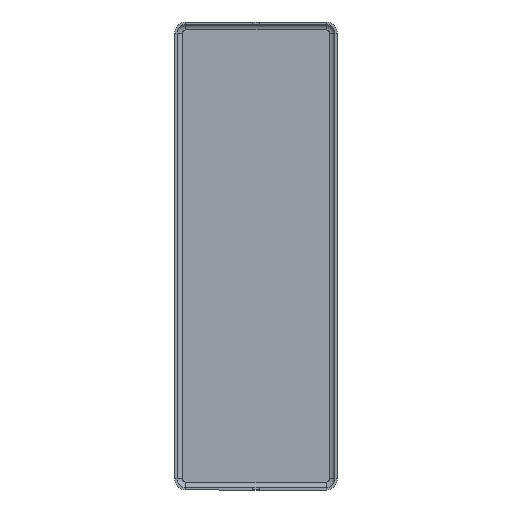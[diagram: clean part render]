
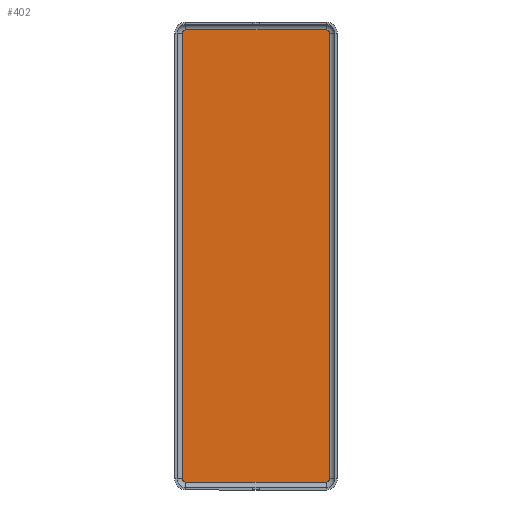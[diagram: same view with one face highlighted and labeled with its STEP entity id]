
A CAD part, front view. The second image highlights one B-rep face of the part: STEP entity #402.
In plain terms, the highlighted planar face has unit normal (0, -1, 0).
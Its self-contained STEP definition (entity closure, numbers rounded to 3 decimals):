
#12 = EDGE_CURVE ( 'NONE', #1364, #457, #666, .T. ) ;
#14 = ORIENTED_EDGE ( 'NONE', *, *, #1301, .F. ) ;
#19 = VERTEX_POINT ( 'NONE', #672 ) ;
#32 = VERTEX_POINT ( 'NONE', #1120 ) ;
#34 = ORIENTED_EDGE ( 'NONE', *, *, #206, .F. ) ;
#71 = DIRECTION ( 'NONE',  ( 0., -1., 0. ) ) ;
#90 = EDGE_CURVE ( 'NONE', #239, #884, #604, .T. ) ;
#96 = CIRCLE ( 'NONE', #211, 0.4 ) ;
#98 = VECTOR ( 'NONE', #1357, 1000. ) ;
#112 = EDGE_CURVE ( 'NONE', #19, #1004, #314, .T. ) ;
#154 = ORIENTED_EDGE ( 'NONE', *, *, #451, .F. ) ;
#203 = VECTOR ( 'NONE', #390, 1000. ) ;
#206 = EDGE_CURVE ( 'NONE', #884, #32, #1345, .T. ) ;
#210 = DIRECTION ( 'NONE',  ( 0., 0., 1. ) ) ;
#211 = AXIS2_PLACEMENT_3D ( 'NONE', #820, #594, #930 ) ;
#239 = VERTEX_POINT ( 'NONE', #760 ) ;
#255 = AXIS2_PLACEMENT_3D ( 'NONE', #1032, #369, #578 ) ;
#274 = LINE ( 'NONE', #801, #98 ) ;
#309 = CARTESIAN_POINT ( 'NONE',  ( 9.3, -0.3, -28.25 ) ) ;
#314 = CIRCLE ( 'NONE', #324, 0.4 ) ;
#324 = AXIS2_PLACEMENT_3D ( 'NONE', #480, #1257, #1366 ) ;
#369 = DIRECTION ( 'NONE',  ( 0., 1., 0. ) ) ;
#390 = DIRECTION ( 'NONE',  ( 1., 0., 0. ) ) ;
#392 = EDGE_CURVE ( 'NONE', #32, #1364, #1048, .T. ) ;
#402 = ADVANCED_FACE ( 'NONE', ( #751 ), #602, .T. ) ;
#451 = EDGE_CURVE ( 'NONE', #1004, #239, #1367, .T. ) ;
#457 = VERTEX_POINT ( 'NONE', #309 ) ;
#480 = CARTESIAN_POINT ( 'NONE',  ( -8.9, -0.3, -28.25 ) ) ;
#543 = CARTESIAN_POINT ( 'NONE',  ( 8.9, -0.3, -28.65 ) ) ;
#578 = DIRECTION ( 'NONE',  ( 0., 0., 1. ) ) ;
#594 = DIRECTION ( 'NONE',  ( 0., 1., 0. ) ) ;
#602 = PLANE ( 'NONE',  #1208 ) ;
#604 = CIRCLE ( 'NONE', #255, 0.4 ) ;
#609 = CARTESIAN_POINT ( 'NONE',  ( 8.9, -0.3, 28.25 ) ) ;
#666 = LINE ( 'NONE', #886, #1229 ) ;
#672 = CARTESIAN_POINT ( 'NONE',  ( -8.9, -0.3, -28.65 ) ) ;
#708 = DIRECTION ( 'NONE',  ( 0., 1., 0. ) ) ;
#751 = FACE_OUTER_BOUND ( 'NONE', #986, .T. ) ;
#760 = CARTESIAN_POINT ( 'NONE',  ( -9.3, -0.3, 28.25 ) ) ;
#775 = EDGE_CURVE ( 'NONE', #457, #989, #96, .T. ) ;
#801 = CARTESIAN_POINT ( 'NONE',  ( 8.9, -0.3, -28.65 ) ) ;
#820 = CARTESIAN_POINT ( 'NONE',  ( 8.9, -0.3, -28.25 ) ) ;
#847 = ORIENTED_EDGE ( 'NONE', *, *, #12, .F. ) ;
#884 = VERTEX_POINT ( 'NONE', #1073 ) ;
#886 = CARTESIAN_POINT ( 'NONE',  ( 9.3, -0.3, 28.25 ) ) ;
#905 = DIRECTION ( 'NONE',  ( 0., 0., -1. ) ) ;
#930 = DIRECTION ( 'NONE',  ( 0., 0., 1. ) ) ;
#944 = DIRECTION ( 'NONE',  ( 0., 0., -1. ) ) ;
#967 = CARTESIAN_POINT ( 'NONE',  ( -9.3, -0.3, -28.25 ) ) ;
#986 = EDGE_LOOP ( 'NONE', ( #1180, #34, #1043, #154, #1362, #14, #1420, #847 ) ) ;
#989 = VERTEX_POINT ( 'NONE', #543 ) ;
#1004 = VERTEX_POINT ( 'NONE', #967 ) ;
#1032 = CARTESIAN_POINT ( 'NONE',  ( -8.9, -0.3, 28.25 ) ) ;
#1043 = ORIENTED_EDGE ( 'NONE', *, *, #90, .F. ) ;
#1048 = CIRCLE ( 'NONE', #1066, 0.4 ) ;
#1050 = CARTESIAN_POINT ( 'NONE',  ( 8.9, -0.3, 28.25 ) ) ;
#1052 = CARTESIAN_POINT ( 'NONE',  ( -8.9, -0.3, 28.65 ) ) ;
#1066 = AXIS2_PLACEMENT_3D ( 'NONE', #1050, #708, #1403 ) ;
#1073 = CARTESIAN_POINT ( 'NONE',  ( -8.9, -0.3, 28.65 ) ) ;
#1120 = CARTESIAN_POINT ( 'NONE',  ( 8.9, -0.3, 28.65 ) ) ;
#1180 = ORIENTED_EDGE ( 'NONE', *, *, #392, .F. ) ;
#1208 = AXIS2_PLACEMENT_3D ( 'NONE', #609, #71, #944 ) ;
#1229 = VECTOR ( 'NONE', #905, 1000. ) ;
#1257 = DIRECTION ( 'NONE',  ( 0., 1., 0. ) ) ;
#1301 = EDGE_CURVE ( 'NONE', #989, #19, #274, .T. ) ;
#1316 = VECTOR ( 'NONE', #210, 1000. ) ;
#1345 = LINE ( 'NONE', #1052, #203 ) ;
#1357 = DIRECTION ( 'NONE',  ( -1., 0., 0. ) ) ;
#1362 = ORIENTED_EDGE ( 'NONE', *, *, #112, .F. ) ;
#1364 = VERTEX_POINT ( 'NONE', #1431 ) ;
#1366 = DIRECTION ( 'NONE',  ( 0., 0., 1. ) ) ;
#1367 = LINE ( 'NONE', #1437, #1316 ) ;
#1403 = DIRECTION ( 'NONE',  ( 0., 0., 1. ) ) ;
#1420 = ORIENTED_EDGE ( 'NONE', *, *, #775, .F. ) ;
#1431 = CARTESIAN_POINT ( 'NONE',  ( 9.3, -0.3, 28.25 ) ) ;
#1437 = CARTESIAN_POINT ( 'NONE',  ( -9.3, -0.3, -28.25 ) ) ;
